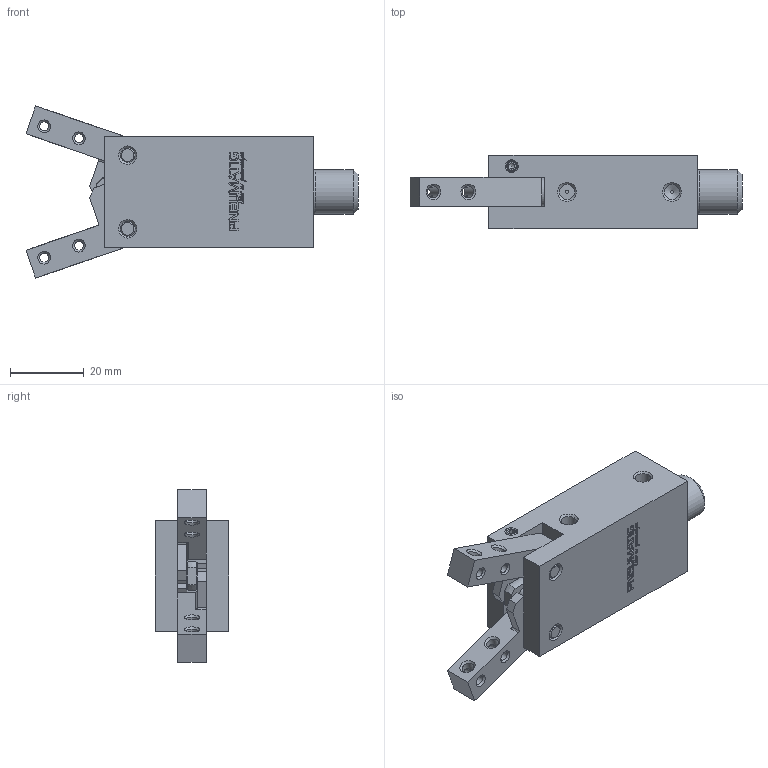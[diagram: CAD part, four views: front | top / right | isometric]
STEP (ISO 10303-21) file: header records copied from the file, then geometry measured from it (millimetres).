
FILE_DESCRIPTION(/* description */ (''),/* implementation_level */ '2;1');
FILE_NAME(/* name */ 'C-V-16-DE.stp',/* time_stamp */ '2017-02-17T08:34:54+01:00',/* author */ (''),/* organization */ (''),/* preprocessor_version */ 'ST-DEVELOPER v15.2',/* originating_system */ 'Autodesk Translator Framework v2.0.0.5431',/* authorisation */ '');
FILE_SCHEMA (('AUTOMOTIVE_DESIGN { 1 0 10303 214 3 1 1 }'));
Products named in the file (1): (Unsaved)
Bounding box: 90.11 x 20 x 46.74 mm (x, y, z)
Volume: 32421.8 mm3; surface area: 15800 mm2
Topology: 1 solids, 9 shells, 1397 faces, 3800 edges, 2482 vertices
Faces by surface type: bspline 765, plane 461, cone 82, cylinder 77, torus 12
Full cylindrical faces by diameter (mm): 0.8 x2, 2.459 x10, 3.242 x7, 4 x10, 4.134 x2, 4.5 x2, 5.2 x1, 6 x2, 7.5 x3, 7.8 x1, 8 x2, 8.1 x2, 9 x1, 12 x4, 15.5 x2, 15.8 x2, 16 x1, 16.7 x2, 18.8 x1
Entity records: 50230 total; most frequent: CARTESIAN_POINT 21044, ORIENTED_EDGE 7262, EDGE_CURVE 3609, DIRECTION 3499, VERTEX_POINT 2436, LINE 1797, VECTOR 1797, EDGE_LOOP 1655
